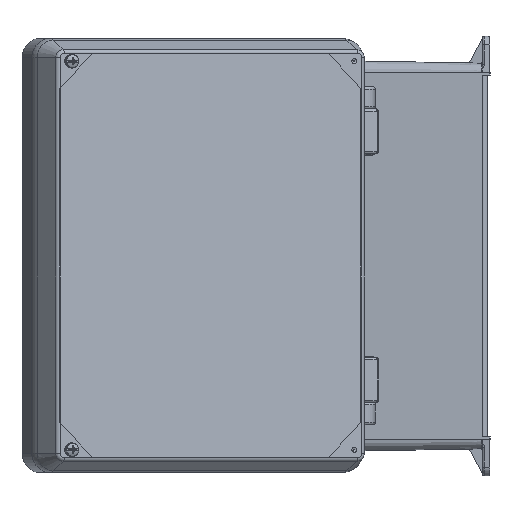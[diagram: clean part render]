
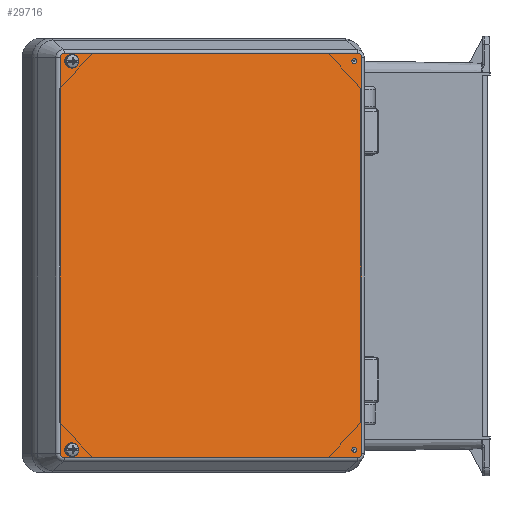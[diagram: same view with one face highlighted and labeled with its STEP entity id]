
A CAD part, left-side view. The second image highlights one B-rep face of the part: STEP entity #29716.
In plain terms, the highlighted face is planar.
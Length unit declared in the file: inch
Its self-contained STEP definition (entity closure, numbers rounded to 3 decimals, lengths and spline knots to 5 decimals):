
#422 = CIRCLE ( 'NONE', #3599, 0.094 ) ;
#566 = DIRECTION ( 'NONE',  ( 0., -1., 0. ) ) ;
#841 = DIRECTION ( 'NONE',  ( 0., 0., -1. ) ) ;
#917 = CIRCLE ( 'NONE', #8555, 0.11878 ) ;
#1316 = EDGE_CURVE ( 'NONE', #6735, #22398, #3314, .T. ) ;
#1750 = VERTEX_POINT ( 'NONE', #7999 ) ;
#2072 = ORIENTED_EDGE ( 'NONE', *, *, #9323, .T. ) ;
#2262 = CARTESIAN_POINT ( 'NONE',  ( 4.0625, -1.64, 5.004 ) ) ;
#2266 = CARTESIAN_POINT ( 'NONE',  ( 4.27878, -1.64, -5.16 ) ) ;
#2601 = EDGE_CURVE ( 'NONE', #14957, #9097, #23049, .T. ) ;
#2784 = CARTESIAN_POINT ( 'NONE',  ( 4.16, -1.64, -5.16 ) ) ;
#3096 = EDGE_CURVE ( 'NONE', #27271, #26811, #5371, .T. ) ;
#3137 = FACE_BOUND ( 'NONE', #5127, .T. ) ;
#3167 = CIRCLE ( 'NONE', #3605, 0.066 ) ;
#3314 = LINE ( 'NONE', #23050, #4781 ) ;
#3599 = AXIS2_PLACEMENT_3D ( 'NONE', #10282, #26404, #12607 ) ;
#3605 = AXIS2_PLACEMENT_3D ( 'NONE', #28400, #14601, #841 ) ;
#4294 = AXIS2_PLACEMENT_3D ( 'NONE', #8379, #24505, #10703 ) ;
#4666 = VECTOR ( 'NONE', #10018, 39.37008 ) ;
#4781 = VECTOR ( 'NONE', #11560, 39.37008 ) ;
#5127 = EDGE_LOOP ( 'NONE', ( #6081 ) ) ;
#5202 = EDGE_CURVE ( 'NONE', #26869, #26869, #422, .T. ) ;
#5371 = LINE ( 'NONE', #7689, #4666 ) ;
#5463 = ORIENTED_EDGE ( 'NONE', *, *, #13739, .T. ) ;
#5484 = CARTESIAN_POINT ( 'NONE',  ( 4.0625, -1.64, -5.07 ) ) ;
#6056 = CARTESIAN_POINT ( 'NONE',  ( -4.0625, -1.64, 4.976 ) ) ;
#6081 = ORIENTED_EDGE ( 'NONE', *, *, #16439, .F. ) ;
#6735 = VERTEX_POINT ( 'NONE', #28147 ) ;
#6819 = EDGE_CURVE ( 'NONE', #24699, #24699, #22592, .T. ) ;
#7016 = DIRECTION ( 'NONE',  ( 0., -1., 0. ) ) ;
#7043 = ORIENTED_EDGE ( 'NONE', *, *, #18457, .T. ) ;
#7338 = CARTESIAN_POINT ( 'NONE',  ( -4.0625, -1.64, -5.164 ) ) ;
#7348 = VERTEX_POINT ( 'NONE', #28415 ) ;
#7374 = PLANE ( 'NONE',  #22821 ) ;
#7623 = CARTESIAN_POINT ( 'NONE',  ( 4.16, -1.64, 5.16 ) ) ;
#7689 = CARTESIAN_POINT ( 'NONE',  ( -4.27878, -1.64, -5.16 ) ) ;
#7769 = DIRECTION ( 'NONE',  ( 0., 0., -1. ) ) ;
#7983 = VECTOR ( 'NONE', #27373, 39.37008 ) ;
#7999 = CARTESIAN_POINT ( 'NONE',  ( -4.16, -1.64, -5.27878 ) ) ;
#8379 = CARTESIAN_POINT ( 'NONE',  ( -4.0625, -1.64, -5.07 ) ) ;
#8416 = VERTEX_POINT ( 'NONE', #7338 ) ;
#8449 = CARTESIAN_POINT ( 'NONE',  ( 4.0625, -1.64, -5.136 ) ) ;
#8517 = DIRECTION ( 'NONE',  ( 0., 0., 1. ) ) ;
#8555 = AXIS2_PLACEMENT_3D ( 'NONE', #7623, #23755, #9959 ) ;
#9097 = VERTEX_POINT ( 'NONE', #2266 ) ;
#9133 = CARTESIAN_POINT ( 'NONE',  ( -4.27878, -1.64, 5.16 ) ) ;
#9323 = EDGE_CURVE ( 'NONE', #7348, #6735, #917, .T. ) ;
#9329 = ORIENTED_EDGE ( 'NONE', *, *, #25487, .T. ) ;
#9684 = DIRECTION ( 'NONE',  ( 0., 0., -1. ) ) ;
#9845 = CIRCLE ( 'NONE', #28413, 0.11878 ) ;
#9959 = DIRECTION ( 'NONE',  ( 0., 0., -1. ) ) ;
#10018 = DIRECTION ( 'NONE',  ( 0., 0., -1. ) ) ;
#10282 = CARTESIAN_POINT ( 'NONE',  ( -4.0625, -1.64, 5.07 ) ) ;
#10362 = CARTESIAN_POINT ( 'NONE',  ( -4.16, -1.64, 5.27878 ) ) ;
#10612 = CARTESIAN_POINT ( 'NONE',  ( -4.16, -1.64, -5.16 ) ) ;
#10703 = DIRECTION ( 'NONE',  ( 0., 0., -1. ) ) ;
#11560 = DIRECTION ( 'NONE',  ( -1., 0., 0. ) ) ;
#11634 = CIRCLE ( 'NONE', #4294, 0.094 ) ;
#11727 = VECTOR ( 'NONE', #8517, 39.37008 ) ;
#12415 = VERTEX_POINT ( 'NONE', #2262 ) ;
#12607 = DIRECTION ( 'NONE',  ( 0., 0., -1. ) ) ;
#12931 = DIRECTION ( 'NONE',  ( 0., 0., -1. ) ) ;
#12959 = CARTESIAN_POINT ( 'NONE',  ( 4.27878, -1.64, 5.16 ) ) ;
#13075 = ORIENTED_EDGE ( 'NONE', *, *, #6819, .F. ) ;
#13510 = AXIS2_PLACEMENT_3D ( 'NONE', #5484, #21572, #7769 ) ;
#13572 = CARTESIAN_POINT ( 'NONE',  ( 4.16, -1.64, -5.27878 ) ) ;
#13739 = EDGE_CURVE ( 'NONE', #1750, #14957, #20973, .T. ) ;
#14139 = AXIS2_PLACEMENT_3D ( 'NONE', #20812, #7016, #23131 ) ;
#14325 = CARTESIAN_POINT ( 'NONE',  ( -4.16, -1.64, 5.16 ) ) ;
#14367 = CARTESIAN_POINT ( 'NONE',  ( -4.27878, -1.64, -5.16 ) ) ;
#14601 = DIRECTION ( 'NONE',  ( 0., -1., 0. ) ) ;
#14957 = VERTEX_POINT ( 'NONE', #17490 ) ;
#15250 = AXIS2_PLACEMENT_3D ( 'NONE', #10612, #26730, #12931 ) ;
#16096 = FACE_BOUND ( 'NONE', #24337, .T. ) ;
#16439 = EDGE_CURVE ( 'NONE', #12415, #12415, #3167, .T. ) ;
#16615 = DIRECTION ( 'NONE',  ( 0., 0., -1. ) ) ;
#16678 = ORIENTED_EDGE ( 'NONE', *, *, #5202, .T. ) ;
#17122 = EDGE_LOOP ( 'NONE', ( #13075 ) ) ;
#17490 = CARTESIAN_POINT ( 'NONE',  ( 4.16, -1.64, -5.27878 ) ) ;
#17520 = FACE_OUTER_BOUND ( 'NONE', #26814, .T. ) ;
#17654 = EDGE_CURVE ( 'NONE', #26811, #1750, #29770, .T. ) ;
#18457 = EDGE_CURVE ( 'NONE', #22398, #27271, #9845, .T. ) ;
#18934 = EDGE_LOOP ( 'NONE', ( #9329 ) ) ;
#19880 = ORIENTED_EDGE ( 'NONE', *, *, #3096, .T. ) ;
#20779 = FACE_BOUND ( 'NONE', #18934, .T. ) ;
#20812 = CARTESIAN_POINT ( 'NONE',  ( 4.16, -1.64, -5.16 ) ) ;
#20973 = LINE ( 'NONE', #13572, #7983 ) ;
#21572 = DIRECTION ( 'NONE',  ( 0., -1., 0. ) ) ;
#22398 = VERTEX_POINT ( 'NONE', #10362 ) ;
#22592 = CIRCLE ( 'NONE', #13510, 0.066 ) ;
#22821 = AXIS2_PLACEMENT_3D ( 'NONE', #2784, #23493, #9684 ) ;
#23049 = CIRCLE ( 'NONE', #14139, 0.11878 ) ;
#23050 = CARTESIAN_POINT ( 'NONE',  ( -4.16, -1.64, 5.27878 ) ) ;
#23131 = DIRECTION ( 'NONE',  ( 0., 0., -1. ) ) ;
#23493 = DIRECTION ( 'NONE',  ( 0., -1., 0. ) ) ;
#23755 = DIRECTION ( 'NONE',  ( 0., -1., 0. ) ) ;
#23987 = LINE ( 'NONE', #12959, #11727 ) ;
#24337 = EDGE_LOOP ( 'NONE', ( #16678 ) ) ;
#24505 = DIRECTION ( 'NONE',  ( 0., 1., 0. ) ) ;
#24641 = EDGE_CURVE ( 'NONE', #9097, #7348, #23987, .T. ) ;
#24699 = VERTEX_POINT ( 'NONE', #8449 ) ;
#25487 = EDGE_CURVE ( 'NONE', #8416, #8416, #11634, .T. ) ;
#26404 = DIRECTION ( 'NONE',  ( 0., 1., 0. ) ) ;
#26730 = DIRECTION ( 'NONE',  ( 0., -1., 0. ) ) ;
#26811 = VERTEX_POINT ( 'NONE', #14367 ) ;
#26814 = EDGE_LOOP ( 'NONE', ( #19880, #27790, #5463, #28858, #28696, #2072, #28625, #7043 ) ) ;
#26869 = VERTEX_POINT ( 'NONE', #6056 ) ;
#26902 = FACE_BOUND ( 'NONE', #17122, .T. ) ;
#27271 = VERTEX_POINT ( 'NONE', #9133 ) ;
#27373 = DIRECTION ( 'NONE',  ( 1., 0., 0. ) ) ;
#27790 = ORIENTED_EDGE ( 'NONE', *, *, #17654, .T. ) ;
#28147 = CARTESIAN_POINT ( 'NONE',  ( 4.16, -1.64, 5.27878 ) ) ;
#28400 = CARTESIAN_POINT ( 'NONE',  ( 4.0625, -1.64, 5.07 ) ) ;
#28413 = AXIS2_PLACEMENT_3D ( 'NONE', #14325, #566, #16615 ) ;
#28415 = CARTESIAN_POINT ( 'NONE',  ( 4.27878, -1.64, 5.16 ) ) ;
#28625 = ORIENTED_EDGE ( 'NONE', *, *, #1316, .T. ) ;
#28696 = ORIENTED_EDGE ( 'NONE', *, *, #24641, .T. ) ;
#28858 = ORIENTED_EDGE ( 'NONE', *, *, #2601, .T. ) ;
#29716 = ADVANCED_FACE ( 'NONE', ( #3137, #26902, #16096, #20779, #17520 ), #7374, .T. ) ;
#29770 = CIRCLE ( 'NONE', #15250, 0.11878 ) ;
